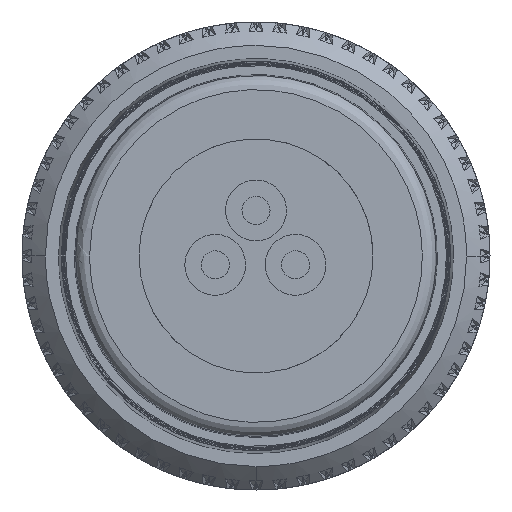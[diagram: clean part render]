
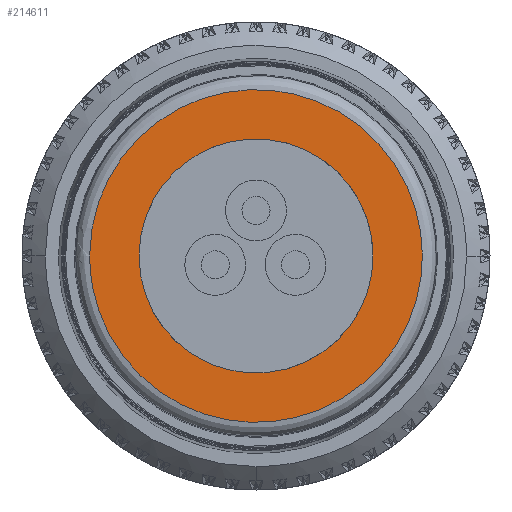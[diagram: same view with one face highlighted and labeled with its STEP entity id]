
A CAD part, front view. The second image highlights one B-rep face of the part: STEP entity #214611.
In plain terms, the highlighted free-form (B-spline) face has degree [1, 1] with [2, 2] control points.
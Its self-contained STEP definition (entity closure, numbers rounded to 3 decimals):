
#210121=CARTESIAN_POINT('',(-3.555,0.,0.));
#210122=VERTEX_POINT('',#210121);
#210129=CARTESIAN_POINT('',(-3.555,0.,0.));
#210130=CARTESIAN_POINT('',(-3.555,0.,3.555));
#210131=CARTESIAN_POINT('',(0.,0.,3.555));
#210132=CARTESIAN_POINT('',(3.555,0.,3.555));
#210133=CARTESIAN_POINT('',(3.555,0.,0.));
#210134=CARTESIAN_POINT('',(3.555,0.,-3.555));
#210135=CARTESIAN_POINT('',(0.,0.,-3.555));
#210136=CARTESIAN_POINT('',(-3.555,0.,-3.555));
#210137=CARTESIAN_POINT('',(-3.555,0.,0.));
#210138=(BOUNDED_CURVE()B_SPLINE_CURVE(2,(#210129,#210130,#210131,#210132,#210133,#210134,#210135,#210136,#210137),.CIRCULAR_ARC.,.T.,.U.)B_SPLINE_CURVE_WITH_KNOTS((3,2,2,2,3),(0.,0.25,0.5,0.75,1.),.UNSPECIFIED.)CURVE()GEOMETRIC_REPRESENTATION_ITEM()RATIONAL_B_SPLINE_CURVE((1.,0.707,1.,0.707,1.,0.707,1.,0.707,1.))REPRESENTATION_ITEM(''));
#210139=EDGE_CURVE('',#210122,#210122,#210138,.T.);
#214589=CARTESIAN_POINT('',(10.664,0.,10.664));
#214590=CARTESIAN_POINT('',(10.664,0.,-10.664));
#214591=CARTESIAN_POINT('',(-10.664,0.,10.664));
#214592=CARTESIAN_POINT('',(-10.664,0.,-10.664));
#214593=B_SPLINE_SURFACE_WITH_KNOTS('',1,1,((#214589,#214590),(#214591,#214592)),.PLANE_SURF.,.F.,.F.,.U.,(2,2),(2,2),(-1.,2.),(-1.,2.),.UNSPECIFIED.);
#214594=ORIENTED_EDGE('',*,*,#210139,.F.);
#214595=EDGE_LOOP('',(#214594));
#214596=FACE_OUTER_BOUND('',#214595,.T.);
#214597=CARTESIAN_POINT('',(2.5,0.,0.));
#214598=VERTEX_POINT('',#214597);
#214599=CARTESIAN_POINT('',(2.5,0.,0.));
#214600=CARTESIAN_POINT('',(2.5,0.,-4.33));
#214601=CARTESIAN_POINT('',(-1.25,0.,-2.165));
#214602=CARTESIAN_POINT('',(-5.,0.,0.));
#214603=CARTESIAN_POINT('',(-1.25,0.,2.165));
#214604=CARTESIAN_POINT('',(2.5,0.,4.33));
#214605=CARTESIAN_POINT('',(2.5,0.,0.));
#214606=(BOUNDED_CURVE()B_SPLINE_CURVE(2,(#214599,#214600,#214601,#214602,#214603,#214604,#214605),.CIRCULAR_ARC.,.T.,.U.)B_SPLINE_CURVE_WITH_KNOTS((3,2,2,3),(0.,0.333,0.667,1.),.UNSPECIFIED.)CURVE()GEOMETRIC_REPRESENTATION_ITEM()RATIONAL_B_SPLINE_CURVE((1.,0.5,1.,0.5,1.,0.5,1.))REPRESENTATION_ITEM(''));
#214607=EDGE_CURVE('',#214598,#214598,#214606,.T.);
#214608=ORIENTED_EDGE('',*,*,#214607,.T.);
#214609=EDGE_LOOP('',(#214608));
#214610=FACE_BOUND('',#214609,.T.);
#214611=ADVANCED_FACE('',(#214596,#214610),#214593,.T.);
